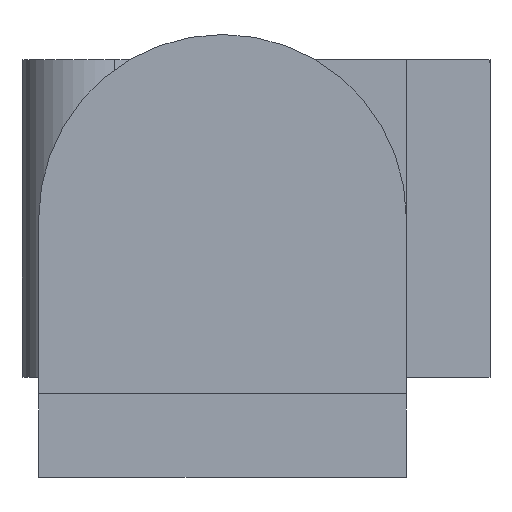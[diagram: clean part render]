
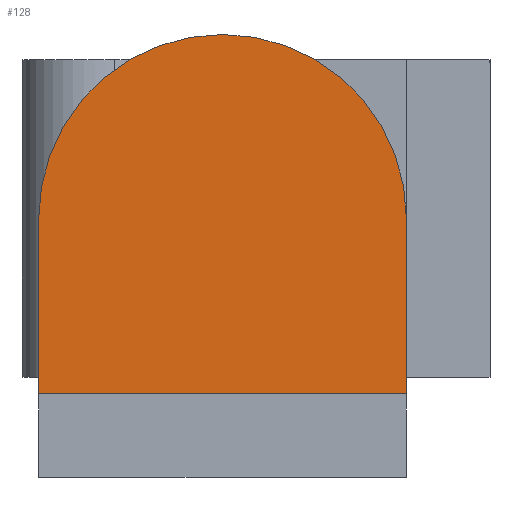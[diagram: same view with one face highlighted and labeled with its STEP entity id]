
A CAD part, front view. The second image highlights one B-rep face of the part: STEP entity #128.
In plain terms, the highlighted planar face has unit normal (0, -1, 0).
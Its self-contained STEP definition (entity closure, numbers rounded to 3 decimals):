
#128 = ADVANCED_FACE( '', ( #253 ), #254, .T. );
#253 = FACE_OUTER_BOUND( '', #389, .T. );
#254 = PLANE( '', #390 );
#389 = EDGE_LOOP( '', ( #575, #576, #577, #578 ) );
#390 = AXIS2_PLACEMENT_3D( '', #579, #580, #581 );
#575 = ORIENTED_EDGE( '', *, *, #862, .T. );
#576 = ORIENTED_EDGE( '', *, *, #863, .F. );
#577 = ORIENTED_EDGE( '', *, *, #864, .F. );
#578 = ORIENTED_EDGE( '', *, *, #865, .T. );
#579 = CARTESIAN_POINT( '', ( 4.4, 4.35, 0. ) );
#580 = DIRECTION( '', ( 0., -1., 0. ) );
#581 = DIRECTION( '', ( 0., 0., -1. ) );
#862 = EDGE_CURVE( '', #1035, #1036, #1037, .T. );
#863 = EDGE_CURVE( '', #1038, #1036, #1039, .T. );
#864 = EDGE_CURVE( '', #1040, #1038, #1041, .T. );
#865 = EDGE_CURVE( '', #1040, #1035, #1042, .T. );
#1035 = VERTEX_POINT( '', #1261 );
#1036 = VERTEX_POINT( '', #1262 );
#1037 = CIRCLE( '', #1263, 4.4 );
#1038 = VERTEX_POINT( '', #1264 );
#1039 = LINE( '', #1265, #1266 );
#1040 = VERTEX_POINT( '', #1267 );
#1041 = LINE( '', #1268, #1269 );
#1042 = LINE( '', #1270, #1271 );
#1261 = CARTESIAN_POINT( '', ( 4.4, 4.35, 4.2 ) );
#1262 = CARTESIAN_POINT( '', ( -4.4, 4.35, 4.2 ) );
#1263 = AXIS2_PLACEMENT_3D( '', #1478, #1479, #1480 );
#1264 = CARTESIAN_POINT( '', ( -4.4, 4.35, 0. ) );
#1265 = CARTESIAN_POINT( '', ( -4.4, 4.35, 0. ) );
#1266 = VECTOR( '', #1481, 1000. );
#1267 = CARTESIAN_POINT( '', ( 4.4, 4.35, 0. ) );
#1268 = CARTESIAN_POINT( '', ( 4.4, 4.35, 0. ) );
#1269 = VECTOR( '', #1482, 1000. );
#1270 = CARTESIAN_POINT( '', ( 4.4, 4.35, 0. ) );
#1271 = VECTOR( '', #1483, 1000. );
#1478 = CARTESIAN_POINT( '', ( 0., 4.35, 4.2 ) );
#1479 = DIRECTION( '', ( 0., -1., 0. ) );
#1480 = DIRECTION( '', ( 0., 0., -1. ) );
#1481 = DIRECTION( '', ( 0., 0., 1. ) );
#1482 = DIRECTION( '', ( -1., 0., 0. ) );
#1483 = DIRECTION( '', ( 0., 0., 1. ) );
